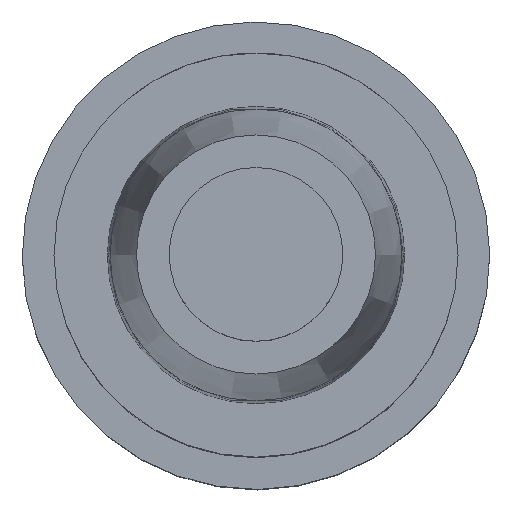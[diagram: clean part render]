
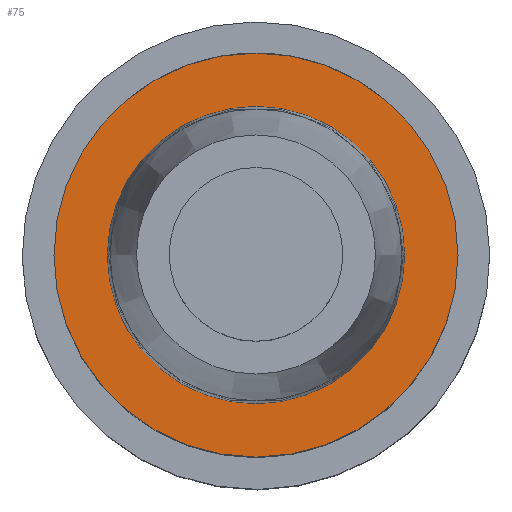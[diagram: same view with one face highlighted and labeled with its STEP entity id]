
A CAD part, top view. The second image highlights one B-rep face of the part: STEP entity #75.
In plain terms, the highlighted planar face has unit normal (0, 0, 1).
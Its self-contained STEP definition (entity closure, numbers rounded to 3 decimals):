
#46=PLANE('',#323);
#75=ADVANCED_FACE('',(#106,#107),#46,.F.);
#106=FACE_BOUND('',#136,.T.);
#107=FACE_BOUND('',#137,.T.);
#136=EDGE_LOOP('',(#180));
#137=EDGE_LOOP('',(#181));
#180=ORIENTED_EDGE('',*,*,#257,.T.);
#181=ORIENTED_EDGE('',*,*,#256,.F.);
#233=VERTEX_POINT('',#479);
#234=VERTEX_POINT('',#482);
#256=EDGE_CURVE('',#233,#233,#279,.T.);
#257=EDGE_CURVE('',#234,#234,#280,.T.);
#279=CIRCLE('',#320,12.1);
#280=CIRCLE('',#322,8.907);
#320=AXIS2_PLACEMENT_3D('',#478,#381,#382);
#322=AXIS2_PLACEMENT_3D('',#481,#385,#386);
#323=AXIS2_PLACEMENT_3D('',#483,#387,#388);
#381=DIRECTION('',(0.,0.,-1.));
#382=DIRECTION('',(1.,0.,0.));
#385=DIRECTION('',(0.,0.,-1.));
#386=DIRECTION('',(-1.,0.,0.));
#387=DIRECTION('',(0.,0.,-1.));
#388=DIRECTION('',(1.,0.,0.));
#478=CARTESIAN_POINT('',(0.,0.,0.));
#479=CARTESIAN_POINT('',(12.1,0.,0.));
#481=CARTESIAN_POINT('',(0.,0.,0.));
#482=CARTESIAN_POINT('',(-8.907,0.,0.));
#483=CARTESIAN_POINT('',(8.907,0.,0.));
